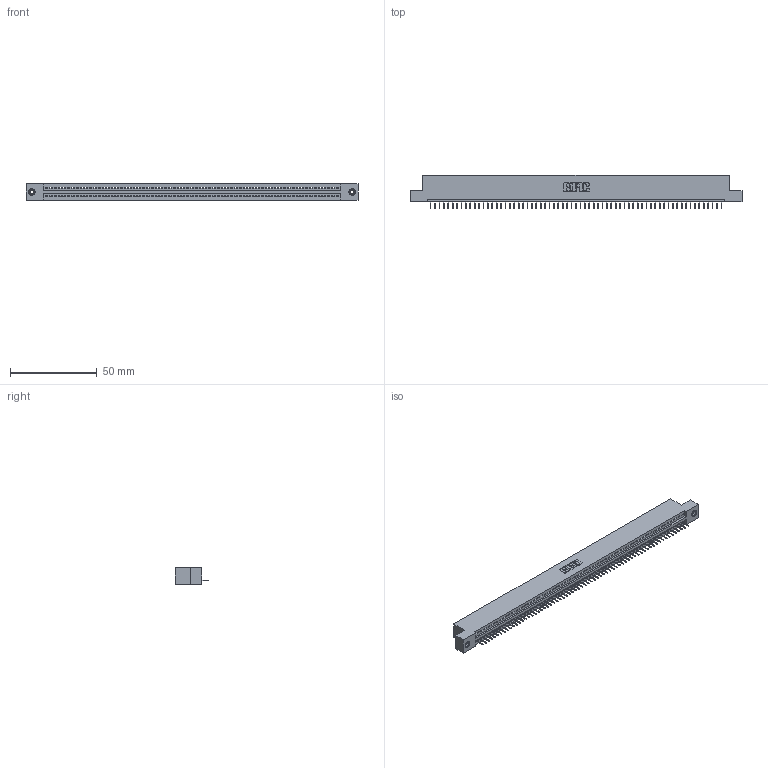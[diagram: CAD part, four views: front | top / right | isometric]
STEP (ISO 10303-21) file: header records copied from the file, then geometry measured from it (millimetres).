
FILE_DESCRIPTION (( 'STEP AP203' ), '1' );
FILE_NAME ('345-067-524-108.STEP', '2018-09-29T02:57:50', ( '' ), ( '' ), 'SwSTEP 2.0', 'SolidWorks 2016', '' );
FILE_SCHEMA (( 'CONFIG_CONTROL_DESIGN' ));
Length unit declared in the file: inch
Products named in the file (4): 345-067-524-108; 345-250-001_345-250-003-102; 345 Part_Flush Mounting Lugs - 0.156 Dia-TI; 345-292-001_345-293-124
Assembly tree (70 placements, depth 2):
  345-067-524-108
    345 Part_Flush Mounting Lugs - 0.156 Dia-TI
    345-292-001_345-293-124  x67
    345-250-001_345-250-003-102  x2
Bounding box: 191.39 x 19.35 x 9.4 mm (x, y, z)
Volume: 18111.9 mm3; surface area: 23581.8 mm2
Topology: 70 solids, 70 shells, 4340 faces, 12537 edges, 8082 vertices
Faces by surface type: plane 3194, cylinder 1130, cone 12, torus 4
Entity records: 48320 total; most frequent: CARTESIAN_POINT 8348, ORIENTED_EDGE 8342, DIRECTION 7283, EDGE_CURVE 4171, LINE 3755, VECTOR 3755, VERTEX_POINT 2772, AXIS2_PLACEMENT_3D 1764
